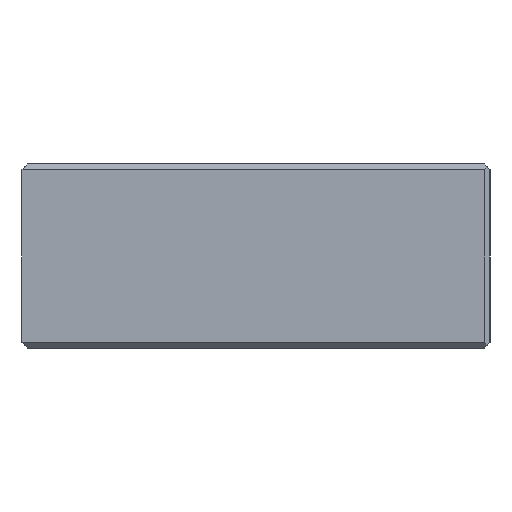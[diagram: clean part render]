
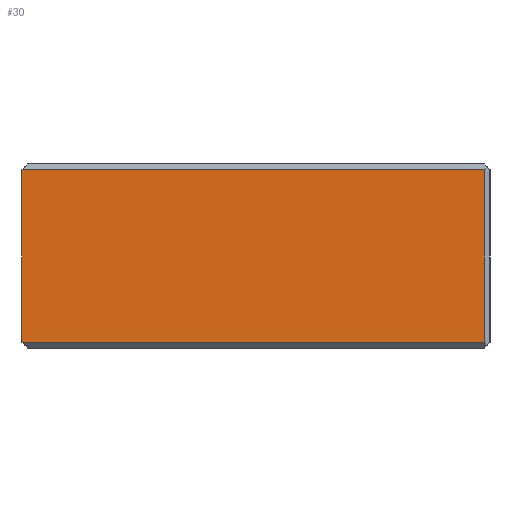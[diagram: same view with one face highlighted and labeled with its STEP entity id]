
A CAD part, left-side view. The second image highlights one B-rep face of the part: STEP entity #30.
In plain terms, the highlighted planar face has unit normal (-1, 0, 0).
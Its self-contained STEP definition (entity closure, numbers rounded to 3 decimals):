
#4 = CARTESIAN_POINT ( 'NONE',  ( -1.5, -0.78, 0.61 ) ) ;
#8 = EDGE_CURVE ( 'NONE', #204, #422, #13, .T. ) ;
#13 = LINE ( 'NONE', #537, #543 ) ;
#30 = ADVANCED_FACE ( 'NONE', ( #487 ), #147, .T. ) ;
#48 = VECTOR ( 'NONE', #247, 1000. ) ;
#89 = CARTESIAN_POINT ( 'NONE',  ( -1.5, 0.8, 0.02 ) ) ;
#142 = DIRECTION ( 'NONE',  ( 0., 0., 1. ) ) ;
#147 = PLANE ( 'NONE',  #429 ) ;
#177 = EDGE_CURVE ( 'NONE', #453, #824, #622, .T. ) ;
#204 = VERTEX_POINT ( 'NONE', #89 ) ;
#247 = DIRECTION ( 'NONE',  ( 0., 0., 1. ) ) ;
#283 = CARTESIAN_POINT ( 'NONE',  ( -1.5, -0.78, 0. ) ) ;
#384 = EDGE_CURVE ( 'NONE', #422, #824, #542, .T. ) ;
#422 = VERTEX_POINT ( 'NONE', #841 ) ;
#429 = AXIS2_PLACEMENT_3D ( 'NONE', #577, #672, #142 ) ;
#453 = VERTEX_POINT ( 'NONE', #1035 ) ;
#487 = FACE_OUTER_BOUND ( 'NONE', #956, .T. ) ;
#536 = DIRECTION ( 'NONE',  ( 0., 0., 1. ) ) ;
#537 = CARTESIAN_POINT ( 'NONE',  ( -1.5, 0.8, 0.02 ) ) ;
#542 = LINE ( 'NONE', #283, #544 ) ;
#543 = VECTOR ( 'NONE', #897, 1000. ) ;
#544 = VECTOR ( 'NONE', #536, 1000. ) ;
#577 = CARTESIAN_POINT ( 'NONE',  ( -1.5, 0.8, 0. ) ) ;
#598 = LINE ( 'NONE', #1049, #48 ) ;
#600 = DIRECTION ( 'NONE',  ( 0., -1., 0. ) ) ;
#614 = ORIENTED_EDGE ( 'NONE', *, *, #1137, .F. ) ;
#622 = LINE ( 'NONE', #984, #810 ) ;
#672 = DIRECTION ( 'NONE',  ( -1., 0., 0. ) ) ;
#678 = ORIENTED_EDGE ( 'NONE', *, *, #177, .F. ) ;
#808 = ORIENTED_EDGE ( 'NONE', *, *, #384, .T. ) ;
#810 = VECTOR ( 'NONE', #600, 1000. ) ;
#824 = VERTEX_POINT ( 'NONE', #4 ) ;
#841 = CARTESIAN_POINT ( 'NONE',  ( -1.5, -0.78, 0.02 ) ) ;
#897 = DIRECTION ( 'NONE',  ( 0., -1., 0. ) ) ;
#956 = EDGE_LOOP ( 'NONE', ( #808, #678, #614, #974 ) ) ;
#974 = ORIENTED_EDGE ( 'NONE', *, *, #8, .T. ) ;
#984 = CARTESIAN_POINT ( 'NONE',  ( -1.5, 0.8, 0.61 ) ) ;
#1035 = CARTESIAN_POINT ( 'NONE',  ( -1.5, 0.8, 0.61 ) ) ;
#1049 = CARTESIAN_POINT ( 'NONE',  ( -1.5, 0.8, 0. ) ) ;
#1137 = EDGE_CURVE ( 'NONE', #204, #453, #598, .T. ) ;
